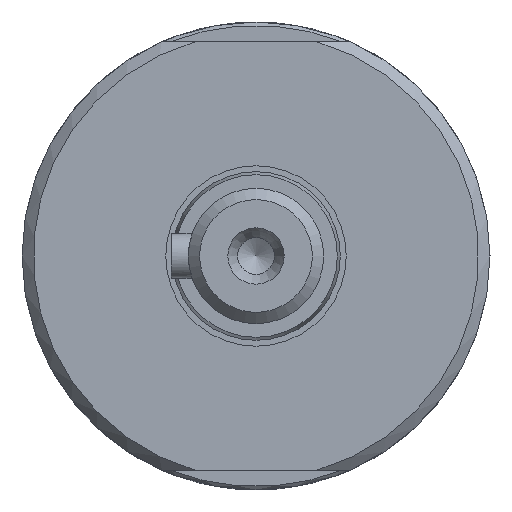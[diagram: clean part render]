
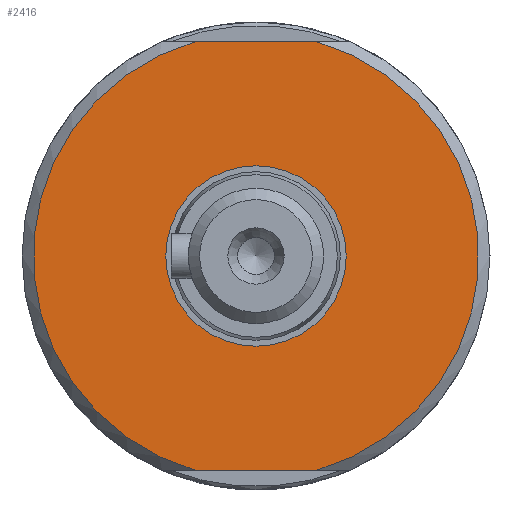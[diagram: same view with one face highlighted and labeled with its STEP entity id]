
A CAD part, left-side view. The second image highlights one B-rep face of the part: STEP entity #2416.
In plain terms, the highlighted planar face has unit normal (-1, 0, 0).
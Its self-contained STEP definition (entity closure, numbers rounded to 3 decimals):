
#95=FACE_BOUND('',#375,.T.);
#131=PLANE('',#2671);
#233=FACE_OUTER_BOUND('',#374,.T.);
#374=EDGE_LOOP('',(#1775,#1776,#1777,#1778));
#375=EDGE_LOOP('',(#1779,#1780));
#513=LINE('',#4024,#638);
#517=LINE('',#4040,#642);
#638=VECTOR('',#3186,10.);
#642=VECTOR('',#3194,10.);
#793=CIRCLE('',#2666,19.75);
#795=CIRCLE('',#2669,8.);
#796=CIRCLE('',#2670,8.);
#797=CIRCLE('',#2672,19.75);
#1005=VERTEX_POINT('',#4019);
#1006=VERTEX_POINT('',#4023);
#1009=VERTEX_POINT('',#4035);
#1010=VERTEX_POINT('',#4039);
#1012=VERTEX_POINT('',#4051);
#1013=VERTEX_POINT('',#4053);
#1288=EDGE_CURVE('',#1006,#1005,#513,.T.);
#1294=EDGE_CURVE('',#1010,#1009,#517,.T.);
#1297=EDGE_CURVE('',#1006,#1009,#793,.T.);
#1300=EDGE_CURVE('',#1013,#1012,#795,.T.);
#1301=EDGE_CURVE('',#1012,#1013,#796,.T.);
#1302=EDGE_CURVE('',#1010,#1005,#797,.T.);
#1775=ORIENTED_EDGE('',*,*,#1288,.T.);
#1776=ORIENTED_EDGE('',*,*,#1302,.F.);
#1777=ORIENTED_EDGE('',*,*,#1294,.T.);
#1778=ORIENTED_EDGE('',*,*,#1297,.F.);
#1779=ORIENTED_EDGE('',*,*,#1300,.T.);
#1780=ORIENTED_EDGE('',*,*,#1301,.T.);
#2416=ADVANCED_FACE('',(#233,#95),#131,.T.);
#2666=AXIS2_PLACEMENT_3D('',#4047,#3201,#3202);
#2669=AXIS2_PLACEMENT_3D('',#4054,#3208,#3209);
#2670=AXIS2_PLACEMENT_3D('',#4055,#3210,#3211);
#2671=AXIS2_PLACEMENT_3D('',#4056,#3212,#3213);
#2672=AXIS2_PLACEMENT_3D('',#4057,#3214,#3215);
#3186=DIRECTION('',(0.,1.,0.));
#3194=DIRECTION('',(0.,-1.,0.));
#3201=DIRECTION('center_axis',(1.,0.,0.));
#3202=DIRECTION('ref_axis',(0.,-1.,0.));
#3208=DIRECTION('center_axis',(1.,0.,0.));
#3209=DIRECTION('ref_axis',(0.,-1.,0.));
#3210=DIRECTION('center_axis',(1.,0.,0.));
#3211=DIRECTION('ref_axis',(0.,-1.,0.));
#3212=DIRECTION('center_axis',(-1.,0.,0.));
#3213=DIRECTION('ref_axis',(0.,0.,
-1.));
#3214=DIRECTION('center_axis',(1.,0.,0.));
#3215=DIRECTION('ref_axis',(0.,-1.,0.));
#4019=CARTESIAN_POINT('',(-117.7,5.391,19.));
#4023=CARTESIAN_POINT('',(-117.7,-5.391,19.));
#4024=CARTESIAN_POINT('',(-117.7,-1.392,19.));
#4035=CARTESIAN_POINT('',(-117.7,-5.391,-19.));
#4039=CARTESIAN_POINT('',(-117.7,5.391,-19.));
#4040=CARTESIAN_POINT('',(-117.7,-12.483,-19.));
#4047=CARTESIAN_POINT('Origin',(-117.7,0.,0.));
#4051=CARTESIAN_POINT('',(-117.7,8.,0.));
#4053=CARTESIAN_POINT('',(-117.7,-8.,0.));
#4054=CARTESIAN_POINT('Origin',(-117.7,0.,0.));
#4055=CARTESIAN_POINT('Origin',(-117.7,0.,0.));
#4056=CARTESIAN_POINT('Origin',(-117.7,-13.875,0.));
#4057=CARTESIAN_POINT('Origin',(-117.7,0.,0.));
